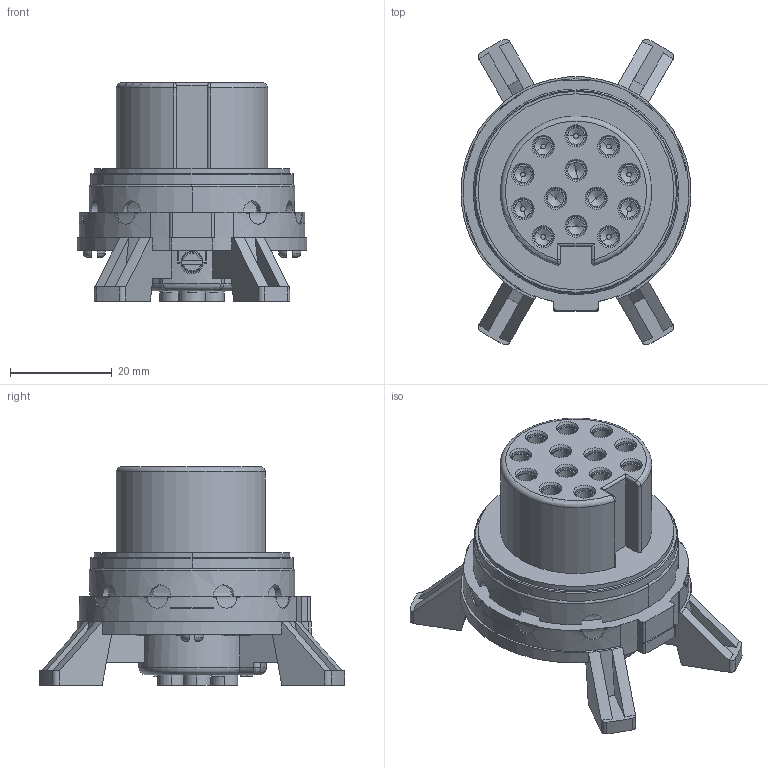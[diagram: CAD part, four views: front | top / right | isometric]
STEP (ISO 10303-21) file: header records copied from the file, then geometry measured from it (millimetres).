
FILE_DESCRIPTION((''),'2;1');
FILE_NAME('380190_SW0001','2021-05-20T14:59:38',('teru'),(''),'CREO PARAMETRIC BY PTC INC, 2017380','CREO PARAMETRIC BY PTC INC, 2017380','');
FILE_SCHEMA(('CONFIG_CONTROL_DESIGN'));
Length unit declared in the file: millimetre
Products named in the file (1): 380190_SW0001
Bounding box: 45.25 x 60.19 x 43 mm (x, y, z)
Volume: 37923.1 mm3; surface area: 12782.4 mm2
Topology: 1 solids, 4 shells, 979 faces, 2624 edges, 1726 vertices
Faces by surface type: plane 718, cylinder 154, cone 78, torus 25, bspline 4
Entity records: 32500 total; most frequent: CARTESIAN_POINT 7783, ORIENTED_EDGE 5248, DIRECTION 4925, EDGE_CURVE 2624, VECTOR 1995, LINE 1995, VERTEX_POINT 1726, AXIS2_PLACEMENT_3D 1465
